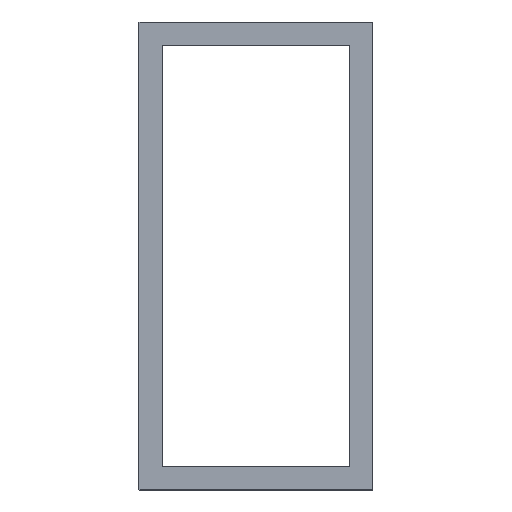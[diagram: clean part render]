
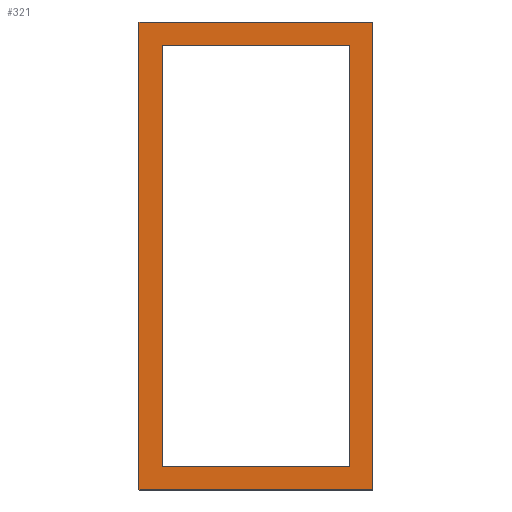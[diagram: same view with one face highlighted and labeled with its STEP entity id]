
A CAD part, left-side view. The second image highlights one B-rep face of the part: STEP entity #321.
In plain terms, the highlighted planar face has unit normal (-1, 0, 0).
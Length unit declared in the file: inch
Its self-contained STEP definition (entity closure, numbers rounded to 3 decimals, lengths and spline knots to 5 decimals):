
#8 = CARTESIAN_POINT ( 'NONE',  ( -11., 0.9, -0.9 ) ) ;
#15 = EDGE_CURVE ( 'NONE', #273, #341, #197, .T. ) ;
#21 = DIRECTION ( 'NONE',  ( 0., 0., 1. ) ) ;
#22 = EDGE_CURVE ( 'NONE', #329, #273, #252, .T. ) ;
#30 = CARTESIAN_POINT ( 'NONE',  ( -11., 0.1, 0.9 ) ) ;
#35 = ORIENTED_EDGE ( 'NONE', *, *, #199, .F. ) ;
#41 = LINE ( 'NONE', #311, #226 ) ;
#47 = AXIS2_PLACEMENT_3D ( 'NONE', #215, #270, #107 ) ;
#50 = FACE_BOUND ( 'NONE', #54, .T. ) ;
#54 = EDGE_LOOP ( 'NONE', ( #64, #195, #285, #353 ) ) ;
#64 = ORIENTED_EDGE ( 'NONE', *, *, #339, .T. ) ;
#72 = EDGE_CURVE ( 'NONE', #361, #374, #302, .T. ) ;
#79 = CARTESIAN_POINT ( 'NONE',  ( -11., 0.1, 0.9 ) ) ;
#107 = DIRECTION ( 'NONE',  ( 0., 0., -1. ) ) ;
#114 = DIRECTION ( 'NONE',  ( 0., 0., 1. ) ) ;
#117 = CARTESIAN_POINT ( 'NONE',  ( -11., 0.1, -0.9 ) ) ;
#125 = VECTOR ( 'NONE', #275, 39.37008 ) ;
#133 = CARTESIAN_POINT ( 'NONE',  ( -11., 0.9, 0.9 ) ) ;
#137 = CARTESIAN_POINT ( 'NONE',  ( -11., 0., 1. ) ) ;
#145 = VERTEX_POINT ( 'NONE', #8 ) ;
#148 = VECTOR ( 'NONE', #21, 39.37008 ) ;
#151 = ORIENTED_EDGE ( 'NONE', *, *, #247, .F. ) ;
#153 = CARTESIAN_POINT ( 'NONE',  ( -11., 1., -1. ) ) ;
#169 = VECTOR ( 'NONE', #301, 39.37008 ) ;
#172 = VECTOR ( 'NONE', #336, 39.37008 ) ;
#177 = VERTEX_POINT ( 'NONE', #245 ) ;
#181 = DIRECTION ( 'NONE',  ( 0., 0., 1. ) ) ;
#189 = CARTESIAN_POINT ( 'NONE',  ( -11., 1., 1. ) ) ;
#193 = LINE ( 'NONE', #368, #148 ) ;
#195 = ORIENTED_EDGE ( 'NONE', *, *, #22, .T. ) ;
#197 = LINE ( 'NONE', #117, #125 ) ;
#199 = EDGE_CURVE ( 'NONE', #177, #369, #291, .T. ) ;
#215 = CARTESIAN_POINT ( 'NONE',  ( -11., 1., 1. ) ) ;
#220 = CARTESIAN_POINT ( 'NONE',  ( -11., 1., -1. ) ) ;
#221 = FACE_OUTER_BOUND ( 'NONE', #346, .T. ) ;
#224 = ORIENTED_EDGE ( 'NONE', *, *, #72, .T. ) ;
#226 = VECTOR ( 'NONE', #114, 39.37008 ) ;
#233 = DIRECTION ( 'NONE',  ( 0., -1., 0. ) ) ;
#245 = CARTESIAN_POINT ( 'NONE',  ( -11., 1., 1. ) ) ;
#247 = EDGE_CURVE ( 'NONE', #361, #177, #193, .T. ) ;
#252 = LINE ( 'NONE', #30, #172 ) ;
#257 = LINE ( 'NONE', #351, #332 ) ;
#266 = EDGE_CURVE ( 'NONE', #341, #145, #283, .T. ) ;
#270 = DIRECTION ( 'NONE',  ( 1., 0., 0. ) ) ;
#273 = VERTEX_POINT ( 'NONE', #79 ) ;
#275 = DIRECTION ( 'NONE',  ( 0., 0., -1. ) ) ;
#281 = ORIENTED_EDGE ( 'NONE', *, *, #364, .T. ) ;
#282 = CARTESIAN_POINT ( 'NONE',  ( -11., 0., -1. ) ) ;
#283 = LINE ( 'NONE', #300, #356 ) ;
#285 = ORIENTED_EDGE ( 'NONE', *, *, #15, .T. ) ;
#291 = LINE ( 'NONE', #189, #169 ) ;
#300 = CARTESIAN_POINT ( 'NONE',  ( -11., 0.1, -0.9 ) ) ;
#301 = DIRECTION ( 'NONE',  ( 0., -1., 0. ) ) ;
#302 = LINE ( 'NONE', #153, #327 ) ;
#311 = CARTESIAN_POINT ( 'NONE',  ( -11., 0., 1. ) ) ;
#318 = CARTESIAN_POINT ( 'NONE',  ( -11., 0.1, -0.9 ) ) ;
#321 = ADVANCED_FACE ( 'NONE', ( #50, #221 ), #367, .F. ) ;
#327 = VECTOR ( 'NONE', #233, 39.37008 ) ;
#329 = VERTEX_POINT ( 'NONE', #133 ) ;
#330 = DIRECTION ( 'NONE',  ( 0., 1., 0. ) ) ;
#332 = VECTOR ( 'NONE', #181, 39.37008 ) ;
#336 = DIRECTION ( 'NONE',  ( 0., -1., 0. ) ) ;
#339 = EDGE_CURVE ( 'NONE', #145, #329, #257, .T. ) ;
#341 = VERTEX_POINT ( 'NONE', #318 ) ;
#346 = EDGE_LOOP ( 'NONE', ( #281, #35, #151, #224 ) ) ;
#351 = CARTESIAN_POINT ( 'NONE',  ( -11., 0.9, -0.9 ) ) ;
#353 = ORIENTED_EDGE ( 'NONE', *, *, #266, .T. ) ;
#356 = VECTOR ( 'NONE', #330, 39.37008 ) ;
#361 = VERTEX_POINT ( 'NONE', #220 ) ;
#364 = EDGE_CURVE ( 'NONE', #374, #369, #41, .T. ) ;
#367 = PLANE ( 'NONE',  #47 ) ;
#368 = CARTESIAN_POINT ( 'NONE',  ( -11., 1., 1. ) ) ;
#369 = VERTEX_POINT ( 'NONE', #137 ) ;
#374 = VERTEX_POINT ( 'NONE', #282 ) ;
